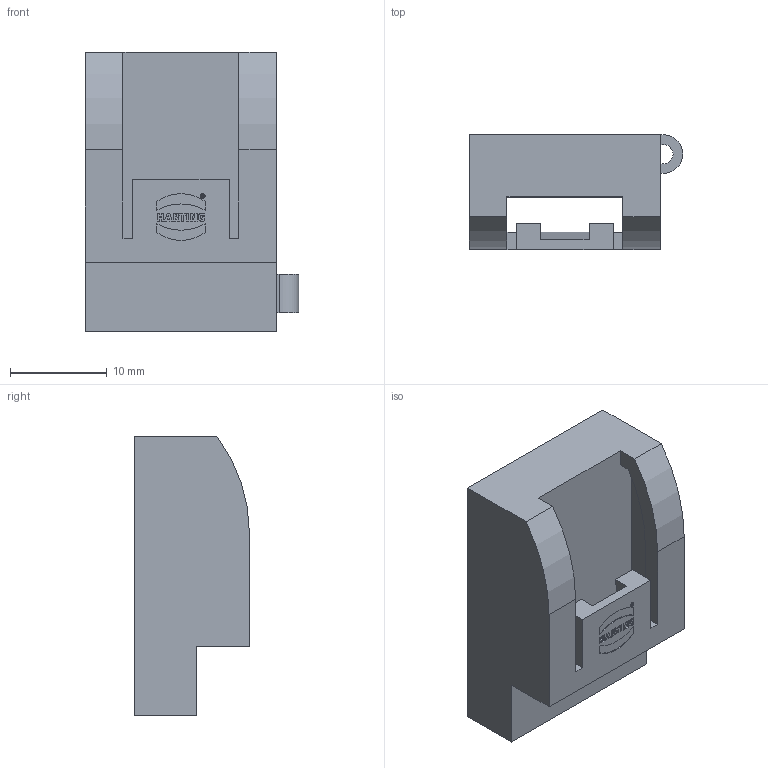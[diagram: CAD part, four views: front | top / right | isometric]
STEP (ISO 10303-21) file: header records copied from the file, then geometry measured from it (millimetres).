
FILE_DESCRIPTION(/* description */ (''),/* implementation_level */ '2;1');
FILE_NAME(/* name */ '100211279ugm000_c.stp',/* time_stamp */ '2019-10-31T13:57:52+01:00',/* author */ (''),/* organization */ (''),/* preprocessor_version */ 'ST-DEVELOPER v16.7',/* originating_system */ 'SIEMENS PLM Software NX 12.0',/* authorisation */ '');
FILE_SCHEMA (('AUTOMOTIVE_DESIGN { 1 0 10303 214 3 1 1 1 }'));
Length unit declared in the file: millimetre
Products named in the file (1): 100211279ugm000_c
Bounding box: 22.1 x 11.9 x 29 mm (x, y, z)
Volume: 2784.4 mm3; surface area: 3206.7 mm2
Topology: 1 solids, 1 shells, 149 faces, 406 edges, 271 vertices
Faces by surface type: plane 130, cylinder 13, extrusion 6
Full cylindrical faces by diameter (mm): 0.335 x1, 0.492 x1, 2 x1
Entity records: 6177 total; most frequent: CARTESIAN_POINT 1312, ORIENTED_EDGE 806, DIRECTION 714, EDGE_CURVE 403, VECTOR 366, LINE 360, VERTEX_POINT 270, AXIS2_PLACEMENT_3D 174
